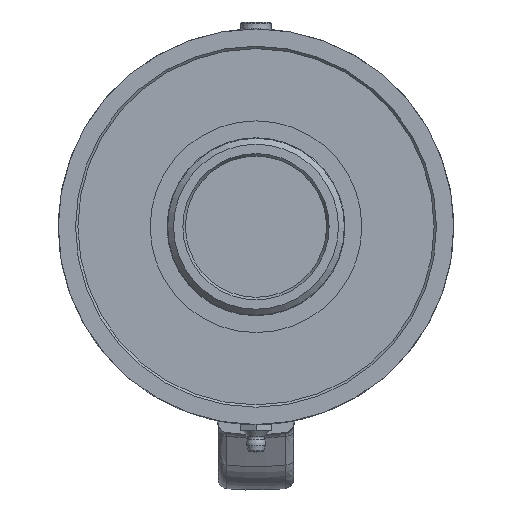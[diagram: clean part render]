
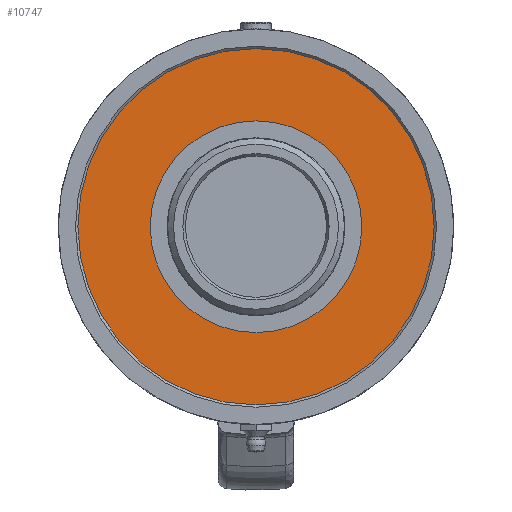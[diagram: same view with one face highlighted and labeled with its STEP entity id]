
A CAD part, left-side view. The second image highlights one B-rep face of the part: STEP entity #10747.
In plain terms, the highlighted planar face has unit normal (-1, 0, 0).
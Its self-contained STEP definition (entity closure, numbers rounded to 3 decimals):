
#592=FACE_BOUND('',#1523,.T.);
#668=PLANE('',#11425);
#875=FACE_OUTER_BOUND('',#1522,.T.);
#1522=EDGE_LOOP('',(#7057,#7058));
#1523=EDGE_LOOP('',(#7059));
#2608=CIRCLE('',#11426,60.07);
#2609=CIRCLE('',#11427,60.07);
#2610=CIRCLE('',#11428,34.75);
#4294=VERTEX_POINT('',#15094);
#4295=VERTEX_POINT('',#15095);
#4296=VERTEX_POINT('',#15098);
#5386=EDGE_CURVE('',#4294,#4295,#2608,.T.);
#5387=EDGE_CURVE('',#4295,#4294,#2609,.T.);
#5388=EDGE_CURVE('',#4296,#4296,#2610,.T.);
#7057=ORIENTED_EDGE('',*,*,#5386,.F.);
#7058=ORIENTED_EDGE('',*,*,#5387,.F.);
#7059=ORIENTED_EDGE('',*,*,#5388,.F.);
#10747=ADVANCED_FACE('',(#875,#592),#668,.T.);
#11425=AXIS2_PLACEMENT_3D('',#15093,#12436,#12437);
#11426=AXIS2_PLACEMENT_3D('',#15096,#12438,#12439);
#11427=AXIS2_PLACEMENT_3D('',#15097,#12440,#12441);
#11428=AXIS2_PLACEMENT_3D('',#15099,#12442,#12443);
#12436=DIRECTION('center_axis',(-1.,0.,0.));
#12437=DIRECTION('ref_axis',(0.,0.,1.));
#12438=DIRECTION('center_axis',(1.,0.,0.));
#12439=DIRECTION('ref_axis',(0.,0.,-1.));
#12440=DIRECTION('center_axis',(1.,0.,0.));
#12441=DIRECTION('ref_axis',(0.,0.,-1.));
#12442=DIRECTION('center_axis',(-1.,0.,0.));
#12443=DIRECTION('ref_axis',(0.,-1.,0.));
#15093=CARTESIAN_POINT('Origin',(70.15,63.105,0.));
#15094=CARTESIAN_POINT('',(70.15,0.,-60.07));
#15095=CARTESIAN_POINT('',(70.15,0.,60.07));
#15096=CARTESIAN_POINT('Origin',(70.15,0.,0.));
#15097=CARTESIAN_POINT('Origin',(70.15,0.,0.));
#15098=CARTESIAN_POINT('',(70.15,34.75,0.));
#15099=CARTESIAN_POINT('Origin',(70.15,0.,0.));
